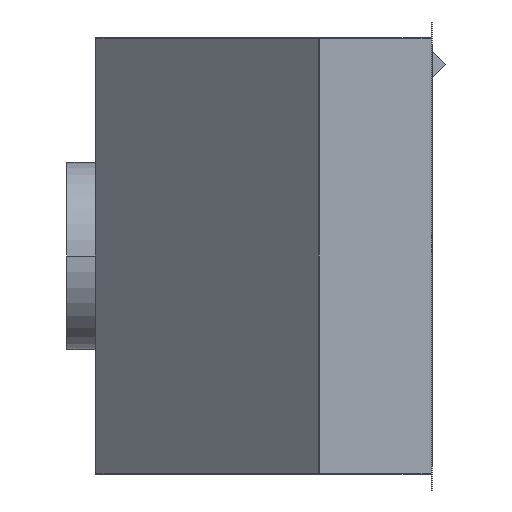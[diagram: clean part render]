
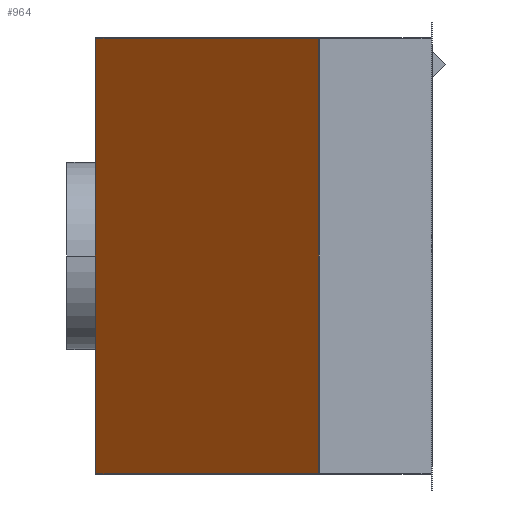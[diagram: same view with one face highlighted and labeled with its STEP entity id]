
A CAD part, left-side view. The second image highlights one B-rep face of the part: STEP entity #964.
In plain terms, the highlighted planar face has unit normal (-0.707, 0.707, 0).
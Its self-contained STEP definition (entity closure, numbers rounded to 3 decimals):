
#189=DIRECTION('',(-0.707,-0.707,0.));
#190=VECTOR('',#189,337.997);
#191=CARTESIAN_POINT('',(-241.,360.,233.));
#192=LINE('',#191,#190);
#209=DIRECTION('',(0.,0.,-1.));
#210=VECTOR('',#209,466.);
#211=CARTESIAN_POINT('',(-480.,121.,233.));
#212=LINE('',#211,#210);
#243=DIRECTION('',(-0.707,-0.707,0.));
#244=VECTOR('',#243,337.997);
#245=CARTESIAN_POINT('',(-241.,360.,-233.));
#246=LINE('',#245,#244);
#247=DIRECTION('',(0.,0.,-1.));
#248=VECTOR('',#247,466.);
#249=CARTESIAN_POINT('',(-241.,360.,233.));
#250=LINE('',#249,#248);
#525=CARTESIAN_POINT('',(-241.,360.,233.));
#526=VERTEX_POINT('',#525);
#527=CARTESIAN_POINT('',(-480.,121.,233.));
#528=VERTEX_POINT('',#527);
#533=CARTESIAN_POINT('',(-241.,360.,-233.));
#534=VERTEX_POINT('',#533);
#535=CARTESIAN_POINT('',(-480.,121.,-233.));
#536=VERTEX_POINT('',#535);
#953=CARTESIAN_POINT('',(-241.,360.,233.));
#954=DIRECTION('',(-0.707,0.707,0.));
#955=DIRECTION('',(-0.707,-0.707,0.));
#956=AXIS2_PLACEMENT_3D('',#953,#954,#955);
#957=PLANE('',#956);
#958=ORIENTED_EDGE('',*,*,#902,.F.);
#959=ORIENTED_EDGE('',*,*,#942,.F.);
#960=ORIENTED_EDGE('',*,*,#865,.T.);
#961=ORIENTED_EDGE('',*,*,#884,.T.);
#962=EDGE_LOOP('',(#958,#959,#960,#961));
#963=FACE_OUTER_BOUND('',#962,.F.);
#964=ADVANCED_FACE('',(#963),#957,.T.);
#865=EDGE_CURVE('',#526,#528,#192,.T.);
#884=EDGE_CURVE('',#528,#536,#212,.T.);
#902=EDGE_CURVE('',#534,#536,#246,.T.);
#942=EDGE_CURVE('',#526,#534,#250,.T.);
